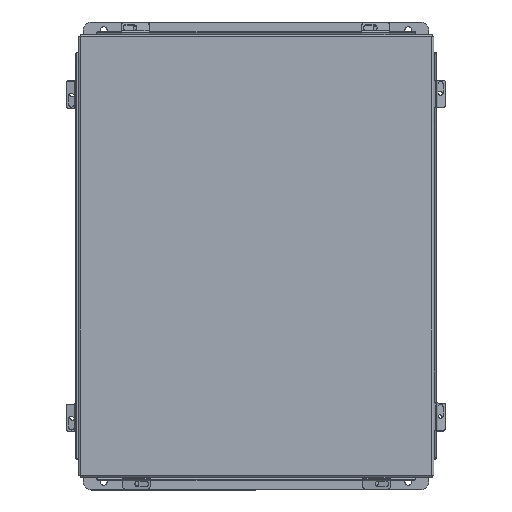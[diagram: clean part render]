
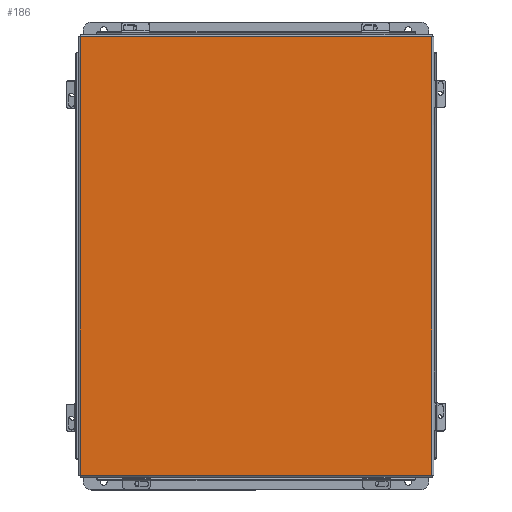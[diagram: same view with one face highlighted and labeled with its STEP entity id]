
A CAD part, top view. The second image highlights one B-rep face of the part: STEP entity #186.
In plain terms, the highlighted face is planar.
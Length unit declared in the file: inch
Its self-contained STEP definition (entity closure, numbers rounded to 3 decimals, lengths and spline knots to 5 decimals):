
#65 = DIRECTION ( 'NONE',  ( 1., 0., 0. ) ) ;
#186 = ADVANCED_FACE ( 'NONE', ( #5700 ), #8007, .T. ) ;
#723 = LINE ( 'NONE', #8862, #6271 ) ;
#746 = CARTESIAN_POINT ( 'NONE',  ( -8.07448, 10.06855, -0.0747 ) ) ;
#1044 = CARTESIAN_POINT ( 'NONE',  ( -8.06855, -10.07448, -0.0747 ) ) ;
#2038 = VERTEX_POINT ( 'NONE', #8754 ) ;
#2480 = CARTESIAN_POINT ( 'NONE',  ( 8.06855, 10.06855, -0.0747 ) ) ;
#2708 = VERTEX_POINT ( 'NONE', #7890 ) ;
#2806 = ORIENTED_EDGE ( 'NONE', *, *, #8138, .T. ) ;
#3111 = ORIENTED_EDGE ( 'NONE', *, *, #5106, .T. ) ;
#3327 = DIRECTION ( 'NONE',  ( 0., 1., 0. ) ) ;
#3398 = DIRECTION ( 'NONE',  ( 0., 0., -1. ) ) ;
#3434 = VERTEX_POINT ( 'NONE', #8569 ) ;
#3678 = CARTESIAN_POINT ( 'NONE',  ( 0., 0., -0.0747 ) ) ;
#3693 = CARTESIAN_POINT ( 'NONE',  ( 8.07448, -10.06855, -0.0747 ) ) ;
#4070 = EDGE_CURVE ( 'NONE', #2038, #9112, #5077, .T. ) ;
#4924 = VECTOR ( 'NONE', #3327, 39.37008 ) ;
#5077 = LINE ( 'NONE', #746, #5451 ) ;
#5106 = EDGE_CURVE ( 'NONE', #3434, #2708, #8555, .T. ) ;
#5451 = VECTOR ( 'NONE', #65, 39.37008 ) ;
#5700 = FACE_OUTER_BOUND ( 'NONE', #6659, .T. ) ;
#5928 = ORIENTED_EDGE ( 'NONE', *, *, #8311, .T. ) ;
#6271 = VECTOR ( 'NONE', #9599, 39.37008 ) ;
#6484 = VECTOR ( 'NONE', #9021, 39.37008 ) ;
#6659 = EDGE_LOOP ( 'NONE', ( #6872, #5928, #3111, #2806 ) ) ;
#6872 = ORIENTED_EDGE ( 'NONE', *, *, #4070, .T. ) ;
#6931 = DIRECTION ( 'NONE',  ( -1., 0., 0. ) ) ;
#7890 = CARTESIAN_POINT ( 'NONE',  ( -8.06855, -10.06855, -0.0747 ) ) ;
#8007 = PLANE ( 'NONE',  #9439 ) ;
#8138 = EDGE_CURVE ( 'NONE', #2708, #2038, #8638, .T. ) ;
#8311 = EDGE_CURVE ( 'NONE', #9112, #3434, #723, .T. ) ;
#8555 = LINE ( 'NONE', #3693, #6484 ) ;
#8569 = CARTESIAN_POINT ( 'NONE',  ( 8.06855, -10.06855, -0.0747 ) ) ;
#8638 = LINE ( 'NONE', #1044, #4924 ) ;
#8754 = CARTESIAN_POINT ( 'NONE',  ( -8.06855, 10.06855, -0.0747 ) ) ;
#8862 = CARTESIAN_POINT ( 'NONE',  ( 8.06855, 10.07448, -0.0747 ) ) ;
#9021 = DIRECTION ( 'NONE',  ( -1., 0., 0. ) ) ;
#9112 = VERTEX_POINT ( 'NONE', #2480 ) ;
#9439 = AXIS2_PLACEMENT_3D ( 'NONE', #3678, #3398, #6931 ) ;
#9599 = DIRECTION ( 'NONE',  ( 0., -1., 0. ) ) ;
